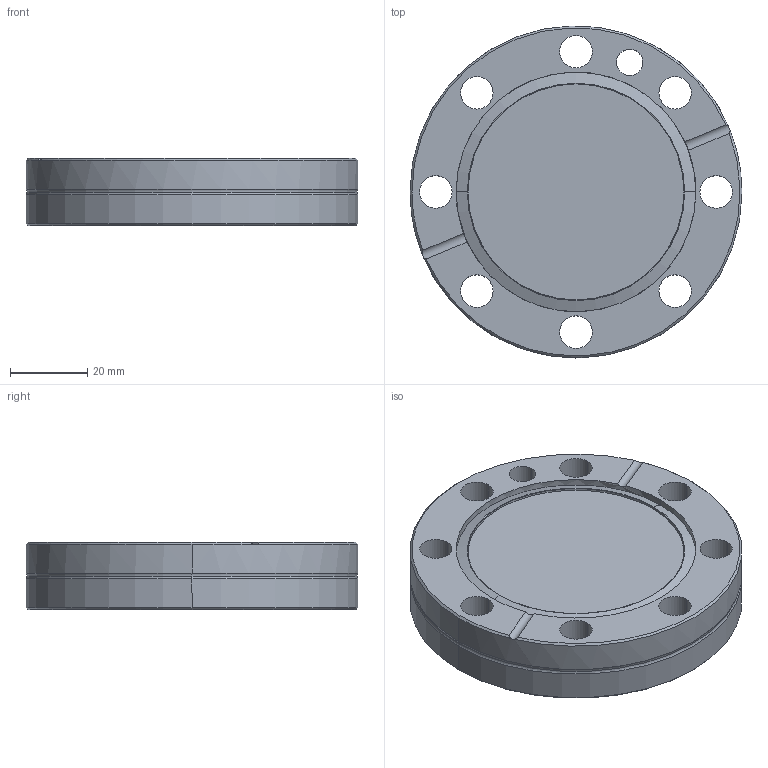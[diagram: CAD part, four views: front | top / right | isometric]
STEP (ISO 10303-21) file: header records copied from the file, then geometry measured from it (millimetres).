
FILE_DESCRIPTION (( 'STEP AP214' ), '1' );
FILE_NAME ('480FBL050.step', '2017-07-10T04:53:27', ( 'install' ), ( '' ), 'SwSTEP 2.0', 'SolidWorks 2015', '' );
FILE_SCHEMA (( 'AUTOMOTIVE_DESIGN' ));
Length unit declared in the file: millimetre
Products named in the file (1): 480FBL050
Bounding box: 85.7 x 85.7 x 17.3 mm (x, y, z)
Volume: 87765.2 mm3; surface area: 19569.7 mm2
Topology: 1 solids, 1 shells, 45 faces, 114 edges, 71 vertices
Faces by surface type: cylinder 26, cone 9, torus 6, plane 4
Entity records: 1515 total; most frequent: CARTESIAN_POINT 291, DIRECTION 269, ORIENTED_EDGE 228, AXIS2_PLACEMENT_3D 117, EDGE_CURVE 114, VERTEX_POINT 71, CIRCLE 71, EDGE_LOOP 63
